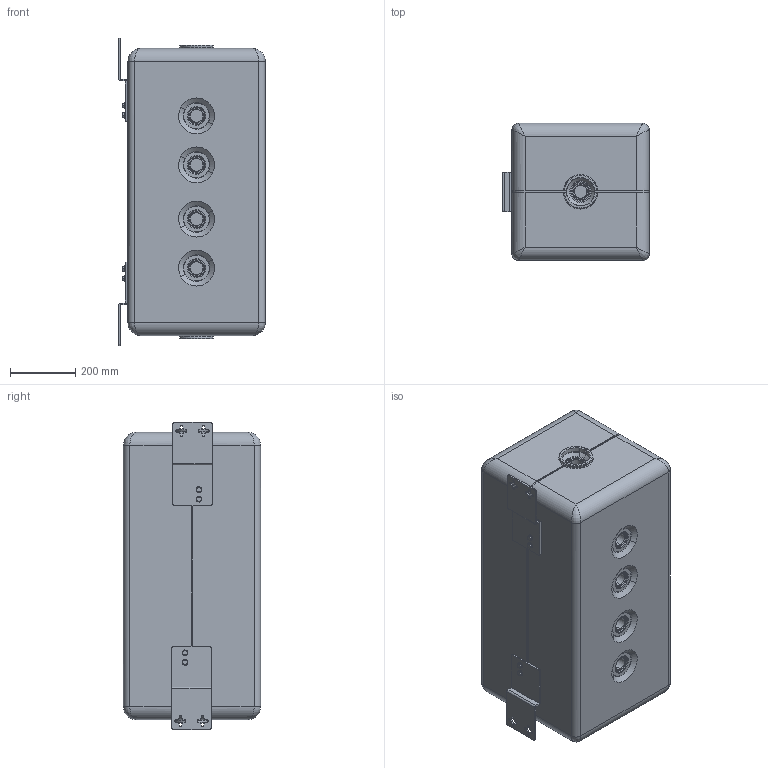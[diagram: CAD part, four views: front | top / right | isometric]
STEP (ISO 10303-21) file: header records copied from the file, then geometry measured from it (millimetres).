
FILE_DESCRIPTION(('CATIA V5 STEP Exchange','CAx-IF Rec.Pracs.--- Model Styling and Organization---1.5--- 2016-08-15','CAx-IF Rec.Pracs.---Supplemental Geometry---1.0---2011-11-01','CAx-IF Rec.Pracs.--- Composite Materials ---3.4---2017-06-13','CAx-IF Rec.Pracs.---Tessellated 3D Geometry---1.0---2015-12-17'),'2;1');
FILE_NAME('STEP_548551_-_TST.stp','2024-01-18T15:10:32+00:00',('none'),('none'),'CATIA Version 5-6 Release 2020 SP5','CATIA V5 STEP AP242 v2','none');
FILE_SCHEMA(('AP242_MANAGED_MODEL_BASED_3D_ENGINEERING_MIM_LF {1 0 10303 442 1 1 4}'));
Products named in the file (1): 548551 - TST
Bounding box: 448 x 420 x 940 mm (x, y, z)
Volume: 148500453.2 mm3; surface area: 4067717.5 mm2
Topology: 11 solids, 20 shells, 1603 faces, 3976 edges, 2422 vertices
Faces by surface type: cylinder 532, plane 455, torus 299, bspline 175, cone 126, sphere 16
Entity records: 59962 total; most frequent: CARTESIAN_POINT 26028, ORIENTED_EDGE 7902, DIRECTION 5206, EDGE_CURVE 3951, AXIS2_PLACEMENT_3D 2623, VERTEX_POINT 2422, EDGE_LOOP 1721, CIRCLE 1619
